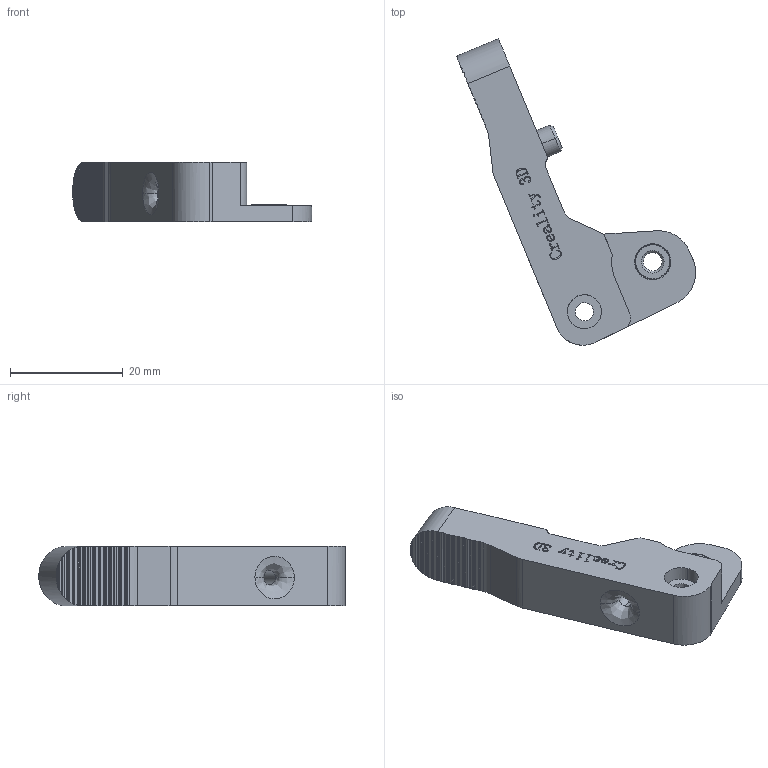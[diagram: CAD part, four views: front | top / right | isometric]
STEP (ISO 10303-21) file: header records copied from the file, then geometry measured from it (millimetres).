
FILE_DESCRIPTION (( 'STEP AP214' ), '1' );
FILE_NAME ('E idler tensioner.step', '2018-06-21T12:57:55', ( 'User' ), ( 'china' ), 'SwSTEP 2.0', 'SolidWorks 2016', '' );
FILE_SCHEMA (( 'AUTOMOTIVE_DESIGN' ));
Length unit declared in the file: millimetre
Products named in the file (1): E idler tensioner
Bounding box: 42.35 x 54.27 x 10.6 mm (x, y, z)
Volume: 6296.1 mm3; surface area: 3305.5 mm2
Topology: 2 solids, 2 shells, 384 faces, 1098 edges, 733 vertices
Faces by surface type: cylinder 168, bspline 115, plane 93, cone 8
Entity records: 15334 total; most frequent: CARTESIAN_POINT 6282, ORIENTED_EDGE 2196, DIRECTION 1389, EDGE_CURVE 1098, VERTEX_POINT 733, AXIS2_PLACEMENT_3D 478, B_SPLINE_CURVE_WITH_KNOTS 453, LINE 433
